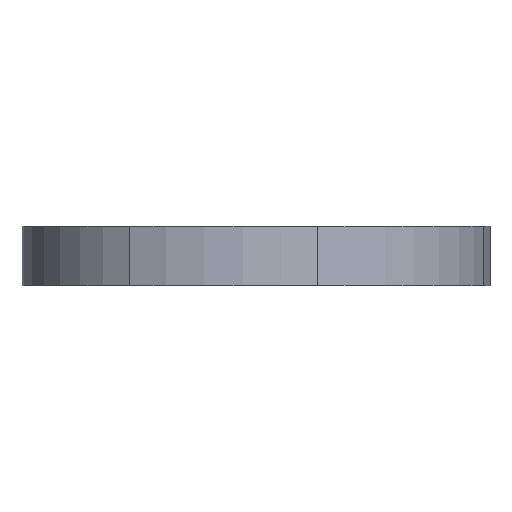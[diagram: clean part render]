
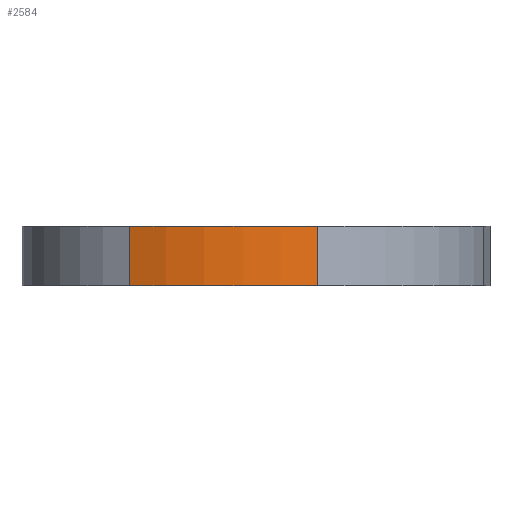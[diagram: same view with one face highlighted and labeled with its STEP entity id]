
A CAD part, front view. The second image highlights one B-rep face of the part: STEP entity #2584.
In plain terms, the highlighted cylindrical face has radius 64.064 mm (diameter 128.128 mm), a partial arc.
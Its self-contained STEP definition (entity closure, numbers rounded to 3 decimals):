
#437 = DIRECTION ( 'NONE',  ( 0., 0., 1. ) ) ;
#525 = CARTESIAN_POINT ( 'NONE',  ( 25.107, 5.342, 8. ) ) ;
#715 = DIRECTION ( 'NONE',  ( 0., 0., -1. ) ) ;
#887 = DIRECTION ( 'NONE',  ( 1., 0., 0. ) ) ;
#915 = EDGE_CURVE ( 'NONE', #8010, #6216, #10467, .T. ) ;
#1417 = VECTOR ( 'NONE', #2924, 1000. ) ;
#1465 = CYLINDRICAL_SURFACE ( 'NONE', #6351, 64.064 ) ;
#1650 = CARTESIAN_POINT ( 'NONE',  ( -0.509, 64.062, 8. ) ) ;
#2584 = ADVANCED_FACE ( 'NONE', ( #4100 ), #1465, .T. ) ;
#2655 = CARTESIAN_POINT ( 'NONE',  ( 25.107, 5.342, 8. ) ) ;
#2924 = DIRECTION ( 'NONE',  ( 0., 0., -1. ) ) ;
#3233 = ORIENTED_EDGE ( 'NONE', *, *, #915, .F. ) ;
#3555 = AXIS2_PLACEMENT_3D ( 'NONE', #11107, #6212, #887 ) ;
#3782 = VERTEX_POINT ( 'NONE', #4819 ) ;
#4100 = FACE_OUTER_BOUND ( 'NONE', #7587, .T. ) ;
#4192 = ORIENTED_EDGE ( 'NONE', *, *, #8904, .F. ) ;
#4254 = CARTESIAN_POINT ( 'NONE',  ( -25.189, 4.942, 8. ) ) ;
#4314 = DIRECTION ( 'NONE',  ( -1., 0., 0. ) ) ;
#4440 = DIRECTION ( 'NONE',  ( 0., 0., -1. ) ) ;
#4785 = LINE ( 'NONE', #4254, #7370 ) ;
#4819 = CARTESIAN_POINT ( 'NONE',  ( -25.189, 4.942, 8. ) ) ;
#5401 = AXIS2_PLACEMENT_3D ( 'NONE', #5791, #437, #6658 ) ;
#5572 = CARTESIAN_POINT ( 'NONE',  ( 25.107, 5.342, -8. ) ) ;
#5791 = CARTESIAN_POINT ( 'NONE',  ( -0.509, 64.062, -8. ) ) ;
#5805 = ORIENTED_EDGE ( 'NONE', *, *, #7282, .T. ) ;
#6155 = ORIENTED_EDGE ( 'NONE', *, *, #10203, .T. ) ;
#6212 = DIRECTION ( 'NONE',  ( 0., 0., 1. ) ) ;
#6216 = VERTEX_POINT ( 'NONE', #5572 ) ;
#6351 = AXIS2_PLACEMENT_3D ( 'NONE', #1650, #715, #4314 ) ;
#6599 = CARTESIAN_POINT ( 'NONE',  ( -25.189, 4.942, -8. ) ) ;
#6658 = DIRECTION ( 'NONE',  ( 1., 0., 0. ) ) ;
#7282 = EDGE_CURVE ( 'NONE', #10058, #6216, #8977, .T. ) ;
#7370 = VECTOR ( 'NONE', #4440, 1000. ) ;
#7587 = EDGE_LOOP ( 'NONE', ( #5805, #3233, #4192, #6155 ) ) ;
#8010 = VERTEX_POINT ( 'NONE', #525 ) ;
#8904 = EDGE_CURVE ( 'NONE', #3782, #8010, #10458, .T. ) ;
#8977 = CIRCLE ( 'NONE', #5401, 64.064 ) ;
#10058 = VERTEX_POINT ( 'NONE', #6599 ) ;
#10203 = EDGE_CURVE ( 'NONE', #3782, #10058, #4785, .T. ) ;
#10458 = CIRCLE ( 'NONE', #3555, 64.064 ) ;
#10467 = LINE ( 'NONE', #2655, #1417 ) ;
#11107 = CARTESIAN_POINT ( 'NONE',  ( -0.509, 64.062, 8. ) ) ;
